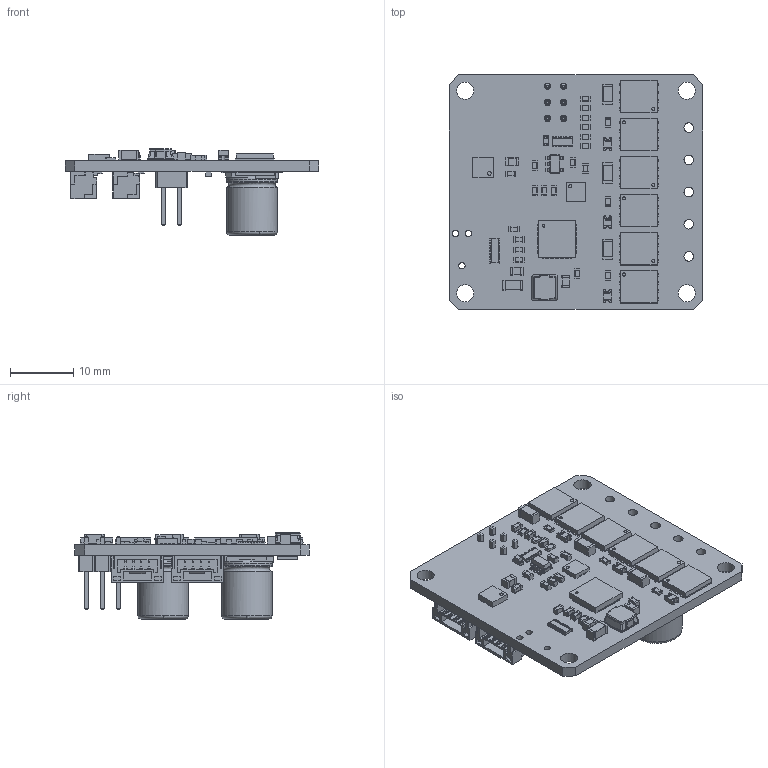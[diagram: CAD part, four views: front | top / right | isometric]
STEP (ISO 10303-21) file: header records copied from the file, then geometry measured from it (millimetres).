
FILE_DESCRIPTION(('KiCad electronic assembly'),'2;1');
FILE_NAME('Tinymovr-T.step','2022-04-11T22:35:10',('Pcbnew'),('Kicad'), 'Open CASCADE STEP processor 7.6','KiCad to STEP converter','Unknown' );
FILE_SCHEMA(('AUTOMOTIVE_DESIGN { 1 0 10303 214 1 1 1 1 }'));
Length unit declared in the file: millimetre
Products named in the file (46): Tinymovr-T 1; C_1206_3216Metric; SOLID; C_0603_1608Metric; TDSON-8-1; QFN-12-1EP_3x3mm_P0.5mm_EP1.65x1.65mm; QFN-48-1EP_6x6mm_P0.4mm_EP4.66x4.66mm; C_0805_2012Metric; R_0603_1608Metric; R_Array_Convex_4x0603; LED_0603_1608Metric; D_0805_2012Metric; L_Bourns-SRN4018; COMPOUND; SOT-23-5; VSON-8_3.3x3.3mm_P0.65mm_NexFET; R_Array_Convex_8x0602; R_2512_6332Metric; JST_GH_BM04B-GHS-TBT_1x04-1MP_P1.25mm_Vertical; PinHeader_2x03_P2.54mm_Vertical; JST_GH_SM04B-GHS-TB_1x04-1MP_P1.25mm_Horizontal; CP_Elec_8x10; Tinymovr-T PCB
Assembly tree (79 placements, depth 3):
  Tinymovr-T 1
    C_1206_3216Metric
      SOLID
    C_1206_3216Metric  x3
      SOLID
    C_0603_1608Metric  x3
      SOLID
    TDSON-8-1  x6
      SOLID
    QFN-12-1EP_3x3mm_P0.5mm_EP1.65x1.65mm
      SOLID
    C_0603_1608Metric  x13
      SOLID
    QFN-48-1EP_6x6mm_P0.4mm_EP4.66x4.66mm
      SOLID
    C_0805_2012Metric
      SOLID
    R_0603_1608Metric  x6
      SOLID
    C_0805_2012Metric  x2
      SOLID
    R_Array_Convex_4x0603
      SOLID
    LED_0603_1608Metric
      SOLID
    D_0805_2012Metric  x3
      SOLID
    L_Bourns-SRN4018
      COMPOUND
    SOT-23-5
      SOLID
    VSON-8_3.3x3.3mm_P0.65mm_NexFET
      SOLID
    R_Array_Convex_8x0602
      SOLID
    R_2512_6332Metric  x3
      SOLID
    JST_GH_BM04B-GHS-TBT_1x04-1MP_P1.25mm_Vertical  x2
      SOLID
    PinHeader_2x03_P2.54mm_Vertical
      SOLID
    JST_GH_SM04B-GHS-TB_1x04-1MP_P1.25mm_Horizontal  x2
      SOLID
    CP_Elec_8x10  x2
      SOLID
    Tinymovr-T PCB
Bounding box: 40 x 37 x 13.6 mm (x, y, z)
Volume: 4261.1 mm3; surface area: 6834.6 mm2
Topology: 61 solids, 61 shells, 3844 faces, 10468 edges, 6850 vertices
Faces by surface type: bspline 3816, cylinder 18, plane 10
Full cylindrical faces by diameter (mm): 0.991 x3, 1 x6, 1.52 x5, 2.7 x4
Entity records: 157855 total; most frequent: CARTESIAN_POINT 58374, B_SPLINE_CURVE_WITH_KNOTS 17304, ORIENTED_EDGE 12796, PCURVE 12796, DEFINITIONAL_REPRESENTATION 12796, EDGE_CURVE 6398, SURFACE_CURVE 6368, VERTEX_POINT 4191
